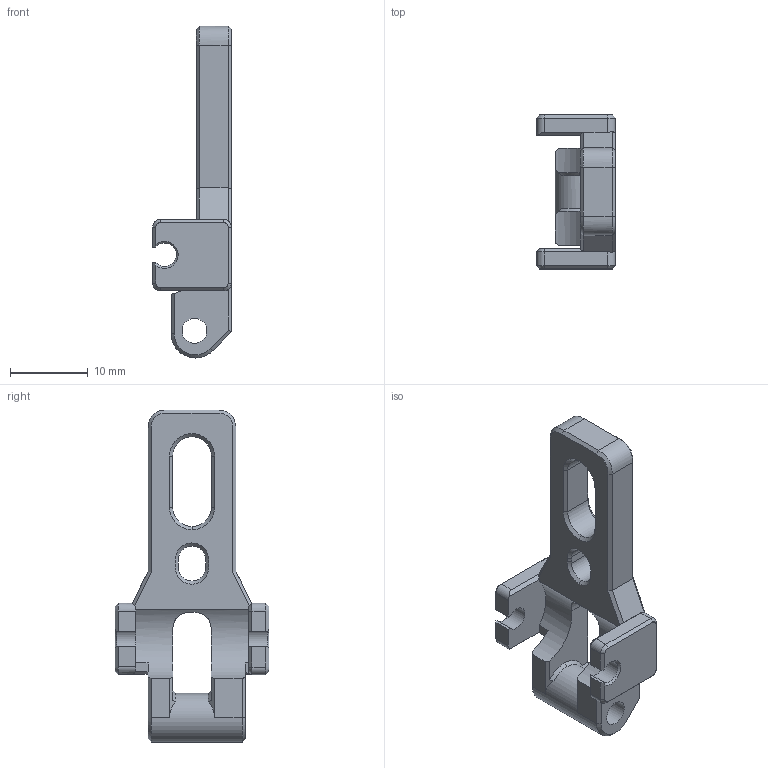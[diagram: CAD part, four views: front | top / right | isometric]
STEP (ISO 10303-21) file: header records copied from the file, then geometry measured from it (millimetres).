
FILE_DESCRIPTION(('HOOPS Exchange Step'),'2;1');
FILE_NAME('temp_export','2022-09-02T21:05:54+20:00',('mikearmstrong'),('Shapr3D Limited'),'HOOPS Exchange 2022.1','Shapr3D','Authorized');
FILE_SCHEMA( ('AP203_CONFIGURATION_CONTROLLED_3D_DESIGN_OF_MECHANICAL_PARTS_AND_ASSEMBLIES_MIM_LF') );
Length unit declared in the file: millimetre
Products named in the file (1): Lever
Bounding box: 10.12 x 19.8 x 42.7 mm (x, y, z)
Volume: 2304.2 mm3; surface area: 2145.2 mm2
Topology: 1 solids, 1 shells, 173 faces, 453 edges, 281 vertices
Faces by surface type: plane 84, cylinder 34, cone 33, bspline 22
Full cylindrical faces by diameter (mm): 3.2 x1
Entity records: 6905 total; most frequent: CARTESIAN_POINT 2881, ORIENTED_EDGE 906, DIRECTION 722, EDGE_CURVE 453, VERTEX_POINT 281, AXIS2_PLACEMENT_3D 244, VECTOR 234, LINE 234
